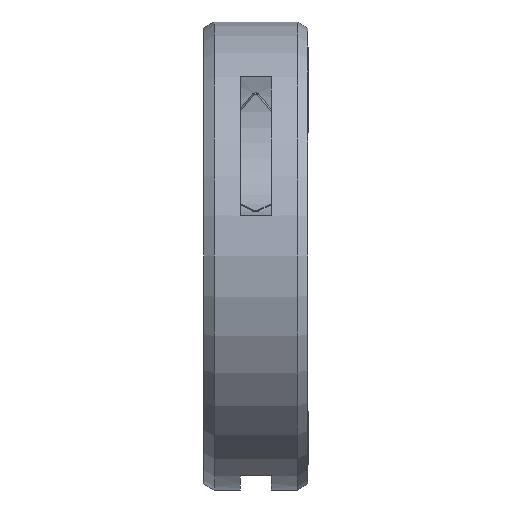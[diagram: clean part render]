
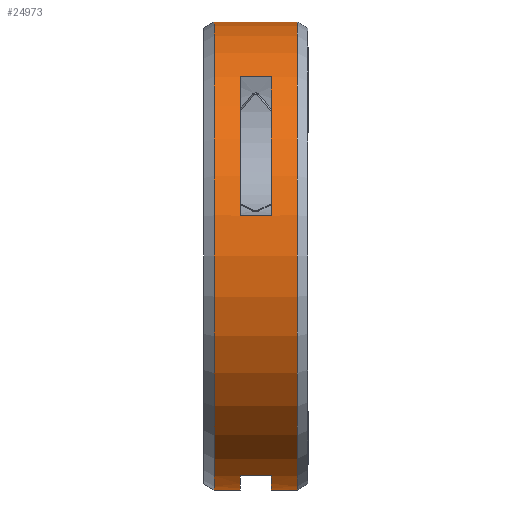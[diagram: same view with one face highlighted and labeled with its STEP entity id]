
A CAD part, left-side view. The second image highlights one B-rep face of the part: STEP entity #24973.
In plain terms, the highlighted cylindrical face has radius 22.5 mm (diameter 45 mm), a partial arc.
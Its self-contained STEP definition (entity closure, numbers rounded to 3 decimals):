
#23438=CARTESIAN_POINT('',(0.,4.,0.));
#23439=DIRECTION('',(0.,1.,0.));
#23440=DIRECTION('',(0.,0.,-1.));
#23441=AXIS2_PLACEMENT_3D('',#23438,#23439,#23440);
#23799=CARTESIAN_POINT('',(0.,-1.5,0.));
#23800=DIRECTION('',(0.,-1.,0.));
#23801=DIRECTION('',(-0.343,0.,-0.939));
#23802=AXIS2_PLACEMENT_3D('',#23799,#23800,#23801);
#23807=DIRECTION('',(0.,-1.,0.));
#23808=VECTOR('',#23807,3.);
#23809=CARTESIAN_POINT('',(-7.714,1.5,-21.136));
#23810=LINE('',#23809,#23808);
#23814=CARTESIAN_POINT('',(0.,1.5,0.));
#23815=DIRECTION('',(0.,-1.,0.));
#23816=DIRECTION('',(-0.343,0.,-0.939));
#23817=AXIS2_PLACEMENT_3D('',#23814,#23815,#23816);
#23822=DIRECTION('',(0.,1.,0.));
#23823=VECTOR('',#23822,2.5);
#23824=CARTESIAN_POINT('',(0.,1.5,-22.5));
#23825=LINE('',#23824,#23823);
#23829=DIRECTION('',(0.,1.,0.));
#23830=VECTOR('',#23829,8.);
#23831=CARTESIAN_POINT('',(0.,-4.,22.5));
#23832=LINE('',#23831,#23830);
#23836=CARTESIAN_POINT('',(0.,-4.,0.));
#23837=DIRECTION('',(0.,1.,0.));
#23838=DIRECTION('',(0.,0.,-1.));
#23839=AXIS2_PLACEMENT_3D('',#23836,#23837,#23838);
#23844=DIRECTION('',(0.,1.,0.));
#23845=VECTOR('',#23844,2.5);
#23846=CARTESIAN_POINT('',(0.,-4.,-22.5));
#23847=LINE('',#23846,#23845);
#23851=CARTESIAN_POINT('',(0.,-1.5,0.));
#23852=DIRECTION('',(0.,-1.,0.));
#23853=DIRECTION('',(-0.642,0.,0.767));
#23854=AXIS2_PLACEMENT_3D('',#23851,#23852,#23853);
#23859=DIRECTION('',(0.,-1.,0.));
#23860=VECTOR('',#23859,3.);
#23861=CARTESIAN_POINT('',(-14.448,1.5,17.249));
#23862=LINE('',#23861,#23860);
#23866=CARTESIAN_POINT('',(0.,1.5,0.));
#23867=DIRECTION('',(0.,-1.,0.));
#23868=DIRECTION('',(-0.642,0.,0.767));
#23869=AXIS2_PLACEMENT_3D('',#23866,#23867,#23868);
#23874=DIRECTION('',(0.,-1.,0.));
#23875=VECTOR('',#23874,3.);
#23876=CARTESIAN_POINT('',(-22.162,1.5,3.888));
#23877=LINE('',#23876,#23875);
#24248=CARTESIAN_POINT('',(0.,-4.,-22.5));
#24250=VERTEX_POINT('',#24248);
#24251=CARTESIAN_POINT('',(0.,4.,-22.5));
#24253=VERTEX_POINT('',#24251);
#24280=CARTESIAN_POINT('',(0.,-4.,22.5));
#24282=VERTEX_POINT('',#24280);
#24283=CARTESIAN_POINT('',(0.,4.,22.5));
#24284=VERTEX_POINT('',#24283);
#24297=CARTESIAN_POINT('',(0.,-1.5,-22.5));
#24299=VERTEX_POINT('',#24297);
#24301=CARTESIAN_POINT('',(0.,1.5,-22.5));
#24303=VERTEX_POINT('',#24301);
#24311=CARTESIAN_POINT('',(-7.714,-1.5,-21.136));
#24312=VERTEX_POINT('',#24311);
#24313=CARTESIAN_POINT('',(-7.714,1.5,-21.136));
#24314=VERTEX_POINT('',#24313);
#24347=CARTESIAN_POINT('',(-14.448,-1.5,17.249));
#24348=CARTESIAN_POINT('',(-22.162,-1.5,3.888));
#24349=VERTEX_POINT('',#24347);
#24350=VERTEX_POINT('',#24348);
#24351=CARTESIAN_POINT('',(-14.448,1.5,17.249));
#24352=CARTESIAN_POINT('',(-22.162,1.5,3.888));
#24353=VERTEX_POINT('',#24351);
#24354=VERTEX_POINT('',#24352);
#24947=CARTESIAN_POINT('',(0.,23.259,0.));
#24948=DIRECTION('',(0.,-1.,0.));
#24949=DIRECTION('',(0.,0.,1.));
#24950=AXIS2_PLACEMENT_3D('',#24947,#24948,#24949);
#24951=CYLINDRICAL_SURFACE('',#24950,22.5);
#24952=ORIENTED_EDGE('',*,*,#24641,.F.);
#24953=ORIENTED_EDGE('',*,*,#24908,.F.);
#24954=ORIENTED_EDGE('',*,*,#24932,.T.);
#24955=ORIENTED_EDGE('',*,*,#24604,.T.);
#24956=ORIENTED_EDGE('',*,*,#24558,.T.);
#24957=ORIENTED_EDGE('',*,*,#24601,.F.);
#24959=ORIENTED_EDGE('',*,*,#24958,.F.);
#24960=ORIENTED_EDGE('',*,*,#24597,.T.);
#24961=EDGE_LOOP('',(#24952,#24953,#24954,#24955,#24956,#24957,#24959,#24960));
#24962=FACE_OUTER_BOUND('',#24961,.F.);
#24964=ORIENTED_EDGE('',*,*,#24963,.F.);
#24966=ORIENTED_EDGE('',*,*,#24965,.F.);
#24968=ORIENTED_EDGE('',*,*,#24967,.T.);
#24970=ORIENTED_EDGE('',*,*,#24969,.T.);
#24971=EDGE_LOOP('',(#24964,#24966,#24968,#24970));
#24972=FACE_BOUND('',#24971,.F.);
#23442=CIRCLE('',#23441,22.5);
#23803=CIRCLE('',#23802,22.5);
#23818=CIRCLE('',#23817,22.5);
#23840=CIRCLE('',#23839,22.5);
#23855=CIRCLE('',#23854,22.5);
#23870=CIRCLE('',#23869,22.5);
#24558=EDGE_CURVE('',#24253,#24284,#23442,.T.);
#24597=EDGE_CURVE('',#24250,#24299,#23847,.T.);
#24601=EDGE_CURVE('',#24282,#24284,#23832,.T.);
#24604=EDGE_CURVE('',#24303,#24253,#23825,.T.);
#24641=EDGE_CURVE('',#24312,#24299,#23803,.T.);
#24908=EDGE_CURVE('',#24314,#24312,#23810,.T.);
#24932=EDGE_CURVE('',#24314,#24303,#23818,.T.);
#24958=EDGE_CURVE('',#24250,#24282,#23840,.T.);
#24963=EDGE_CURVE('',#24349,#24350,#23855,.T.);
#24965=EDGE_CURVE('',#24353,#24349,#23862,.T.);
#24967=EDGE_CURVE('',#24353,#24354,#23870,.T.);
#24969=EDGE_CURVE('',#24354,#24350,#23877,.T.);
#24973=ADVANCED_FACE('',(#24962,#24972),#24951,.T.);
